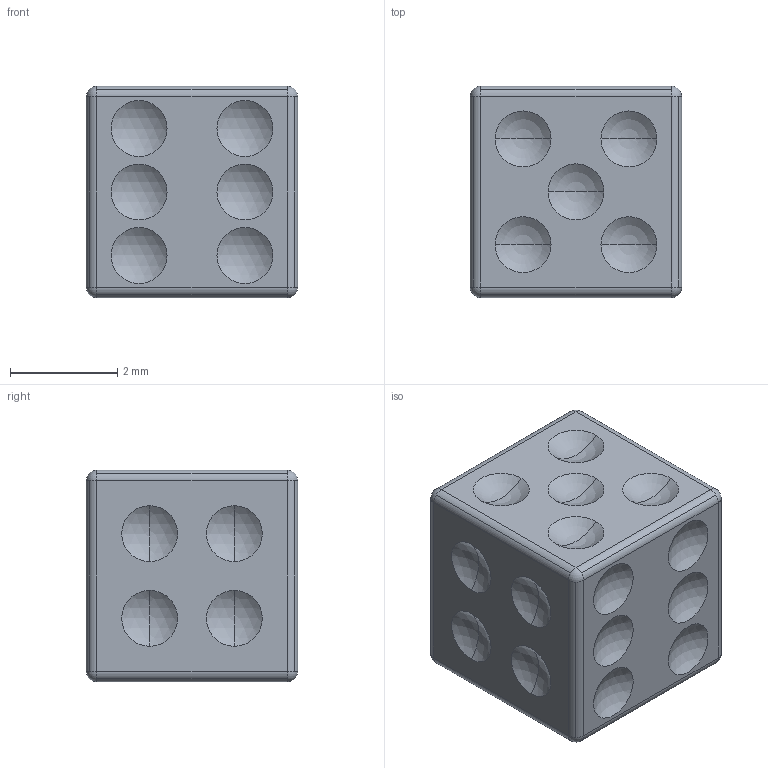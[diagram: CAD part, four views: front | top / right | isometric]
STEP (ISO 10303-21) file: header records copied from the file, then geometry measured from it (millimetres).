
FILE_DESCRIPTION(('STEP AP214'),'1');
FILE_NAME('dice.stp','2016-07-11T19:20:49',('Cubit 15.0'),(' '),'Spatial InterOp 3D',' ',' ');
FILE_SCHEMA(('automotive_design'));
Length unit declared in the file: millimetre
Products named in the file (1): 1
Bounding box: 3.94 x 3.94 x 3.94 mm (x, y, z)
Volume: 58.8 mm3; surface area: 91.5 mm2
Topology: 1 solids, 1 shells, 73 faces, 176 edges, 104 vertices
Faces by surface type: sphere 43, cylinder 24, plane 6
Entity records: 2646 total; most frequent: DIRECTION 420, CARTESIAN_POINT 332, ORIENTED_EDGE 308, AXIS2_PLACEMENT_3D 192, EDGE_CURVE 154, CIRCLE 118, VERTEX_POINT 104, EDGE_LOOP 94
